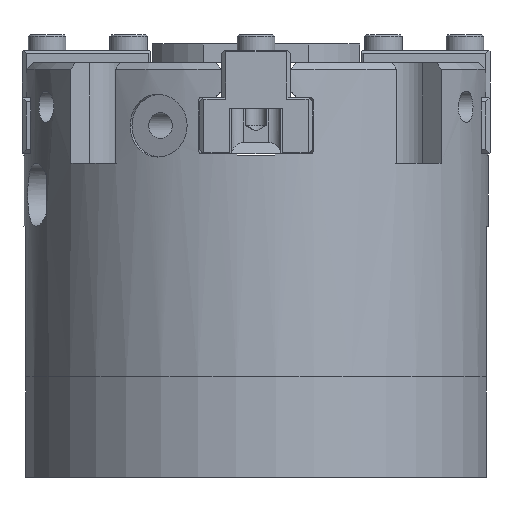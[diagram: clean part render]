
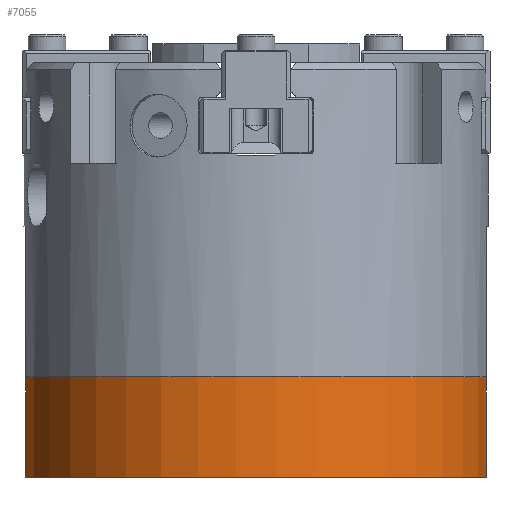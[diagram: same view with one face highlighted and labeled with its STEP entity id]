
A CAD part, front view. The second image highlights one B-rep face of the part: STEP entity #7055.
In plain terms, the highlighted cylindrical face has radius 37 mm (diameter 74 mm), a partial arc.
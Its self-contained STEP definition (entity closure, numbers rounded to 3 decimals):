
#650=CYLINDRICAL_SURFACE('',#7962,37.);
#1012=FACE_OUTER_BOUND('',#1458,.T.);
#1458=EDGE_LOOP('',(#6616,#6617,#6618,#6619));
#1972=LINE('',#13193,#2490);
#1977=LINE('',#13206,#2495);
#2490=VECTOR('',#10028,10.);
#2495=VECTOR('',#10043,10.);
#2824=CIRCLE('',#7893,37.);
#2866=CIRCLE('',#7963,37.);
#3518=VERTEX_POINT('',#12975);
#3519=VERTEX_POINT('',#12977);
#3571=VERTEX_POINT('',#13190);
#3575=VERTEX_POINT('',#13204);
#4520=EDGE_CURVE('',#3518,#3519,#2824,.T.);
#4587=EDGE_CURVE('',#3518,#3571,#1972,.T.);
#4594=EDGE_CURVE('',#3575,#3519,#1977,.T.);
#4597=EDGE_CURVE('',#3575,#3571,#2866,.T.);
#6616=ORIENTED_EDGE('',*,*,#4587,.T.);
#6617=ORIENTED_EDGE('',*,*,#4597,.F.);
#6618=ORIENTED_EDGE('',*,*,#4594,.T.);
#6619=ORIENTED_EDGE('',*,*,#4520,.F.);
#7055=ADVANCED_FACE('',(#1012),#650,.T.);
#7893=AXIS2_PLACEMENT_3D('',#12978,#9878,#9879);
#7962=AXIS2_PLACEMENT_3D('',#13211,#10048,#10049);
#7963=AXIS2_PLACEMENT_3D('',#13212,#10050,#10051);
#9878=DIRECTION('center_axis',(0.,0.,1.));
#9879=DIRECTION('ref_axis',(-1.,0.,0.));
#10028=DIRECTION('',(0.,0.,-1.));
#10043=DIRECTION('',(0.,0.,1.));
#10048=DIRECTION('center_axis',(0.,0.,1.));
#10049=DIRECTION('ref_axis',(-1.,0.,0.));
#10050=DIRECTION('center_axis',(0.,0.,-1.));
#10051=DIRECTION('ref_axis',(-1.,0.,0.));
#12975=CARTESIAN_POINT('',(36.661,5.,16.));
#12977=CARTESIAN_POINT('',(-36.661,5.,16.));
#12978=CARTESIAN_POINT('Origin',(0.,0.,16.));
#13190=CARTESIAN_POINT('',(36.661,5.,0.));
#13193=CARTESIAN_POINT('',(36.661,5.,0.));
#13204=CARTESIAN_POINT('',(-36.661,5.,0.));
#13206=CARTESIAN_POINT('',(-36.661,5.,0.));
#13211=CARTESIAN_POINT('Origin',(0.,0.,0.));
#13212=CARTESIAN_POINT('Origin',(0.,0.,0.));
